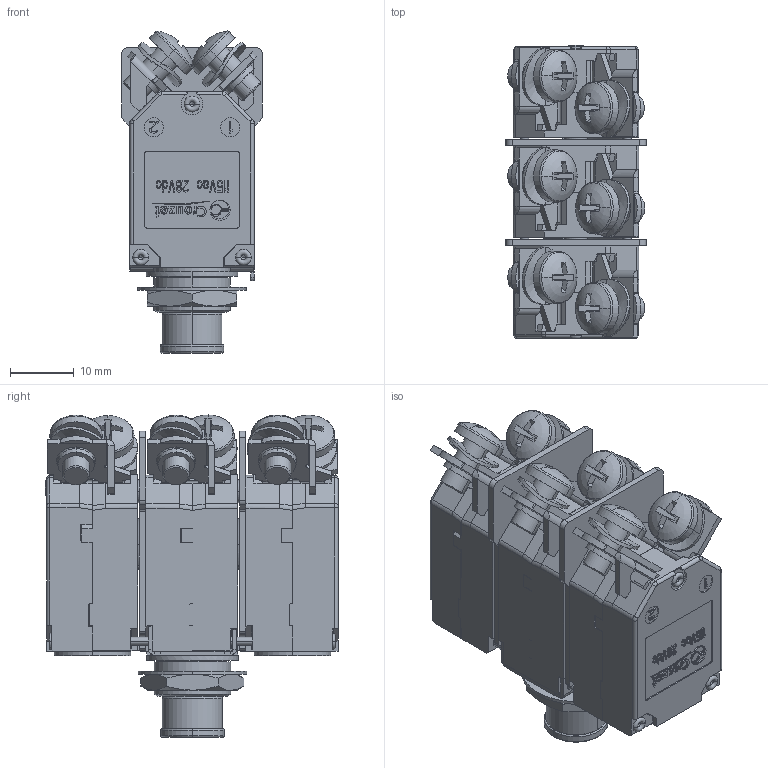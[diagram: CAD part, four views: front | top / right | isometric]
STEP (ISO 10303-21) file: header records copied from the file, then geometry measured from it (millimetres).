
FILE_DESCRIPTION((''),'2;1');
FILE_NAME('84412073','2022-12-12T12:07:57',('VALMVR1'),('CROUZET'),'CREO PARAMETRIC BY PTC INC, 2020454','CREO PARAMETRIC BY PTC INC, 2020454','');
FILE_SCHEMA(('AP203_CONFIGURATION_CONTROLLED_3D_DESIGN_OF_MECHANICAL_PARTS_AND_ASSEMBLIES_MIM_LF { 1 0 10303 403 2 1 2 }'));
Products named in the file (1): 84412073
Bounding box: 22 x 45.98 x 50.52 mm (x, y, z)
Volume: 16058.8 mm3; surface area: 23121.2 mm2
Topology: 3 solids, 6 shells, 3783 faces, 10542 edges, 6729 vertices
Faces by surface type: plane 2414, cylinder 862, bspline 175, cone 156, torus 118, extrusion 42, sphere 16
Entity records: 165770 total; most frequent: CARTESIAN_POINT 45820, ORIENTED_EDGE 21060, DIRECTION 19052, EDGE_CURVE 10530, VECTOR 7454, LINE 7412, VERTEX_POINT 6729, AXIS2_PLACEMENT_3D 5799
